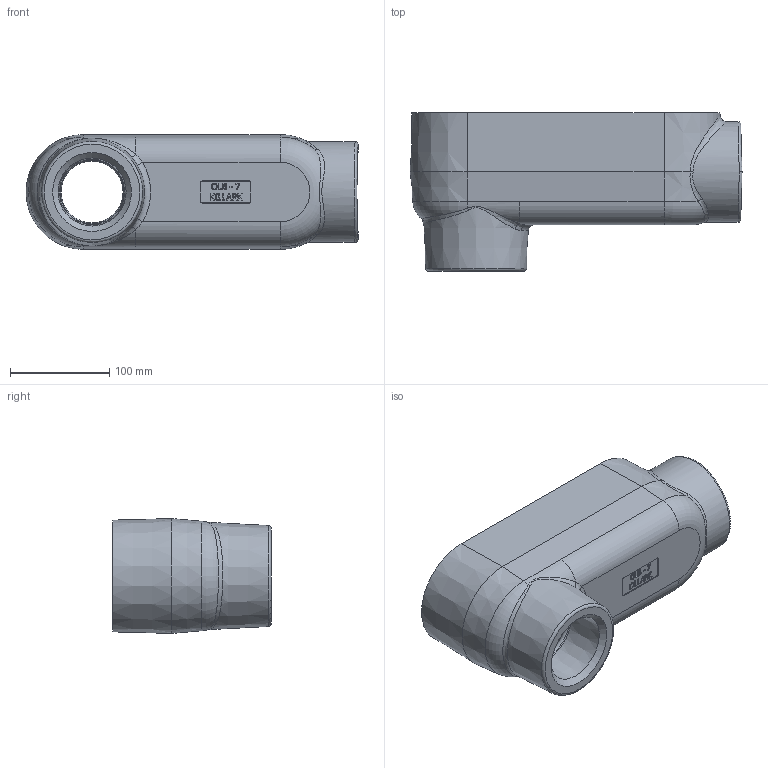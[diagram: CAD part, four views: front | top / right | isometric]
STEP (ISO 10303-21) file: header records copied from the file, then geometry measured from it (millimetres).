
FILE_DESCRIPTION(/* description */ (''),/* implementation_level */ '2;1');
FILE_NAME(/* name */ 'KIL_OLB-7.stp',/* time_stamp */ '2019-12-27T16:58:07+05:00',/* author */ ('kr'),/* organization */ (''),/* preprocessor_version */ 'ST-DEVELOPER v16.13',/* originating_system */ 'Autodesk Inventor 2018',/* authorisation */ '');
FILE_SCHEMA (('AUTOMOTIVE_DESIGN { 1 0 10303 214 3 1 1 }'));
Length unit declared in the file: inch
Products named in the file (1): OLB-7
Bounding box: 334.93 x 159.54 x 115.83 mm (x, y, z)
Volume: 960501.7 mm3; surface area: 244836.3 mm2
Topology: 1 solids, 1 shells, 944 faces, 2516 edges, 1656 vertices
Faces by surface type: plane 529, bspline 331, cylinder 39, cone 29, torus 16
Full cylindrical faces by diameter (mm): 1.772 x1, 2.115 x1, 6.579 x2, 15.526 x1, 19.05 x1, 101.6 x1
Entity records: 32756 total; most frequent: CARTESIAN_POINT 11336, ORIENTED_EDGE 4980, DIRECTION 3301, EDGE_CURVE 2490, VERTEX_POINT 1652, LINE 1643, VECTOR 1643, EDGE_LOOP 1052
